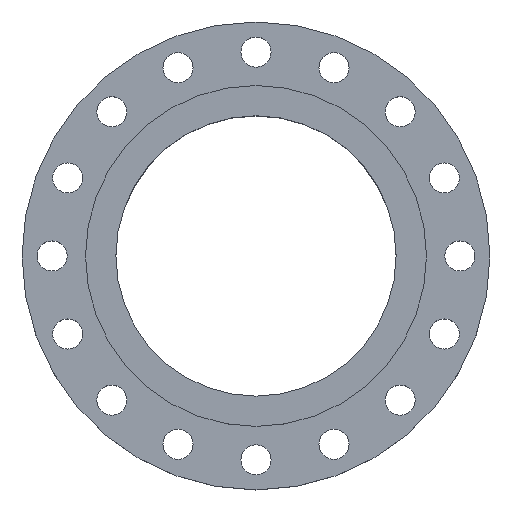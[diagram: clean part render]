
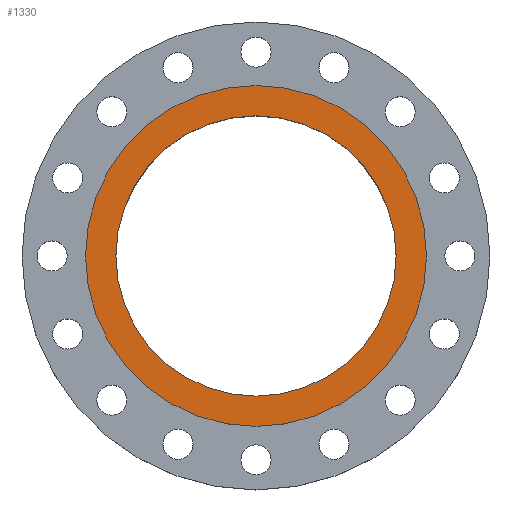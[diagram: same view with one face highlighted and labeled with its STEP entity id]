
A CAD part, top view. The second image highlights one B-rep face of the part: STEP entity #1330.
In plain terms, the highlighted planar face has unit normal (0, 0, 1).
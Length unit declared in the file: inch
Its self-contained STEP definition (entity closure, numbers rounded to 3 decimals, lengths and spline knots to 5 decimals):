
#55 = DIRECTION ( 'NONE',  ( 0., 0., 1. ) ) ;
#71 = EDGE_CURVE ( 'NONE', #1507, #161, #573, .T. ) ;
#80 = FACE_BOUND ( 'NONE', #1695, .T. ) ;
#161 = VERTEX_POINT ( 'NONE', #333 ) ;
#209 = CARTESIAN_POINT ( 'NONE',  ( 6.375, 0., 0. ) ) ;
#229 = PLANE ( 'NONE',  #551 ) ;
#236 = FACE_OUTER_BOUND ( 'NONE', #1225, .T. ) ;
#324 = DIRECTION ( 'NONE',  ( 1., 0., 0. ) ) ;
#333 = CARTESIAN_POINT ( 'NONE',  ( -6.375, 0., 0. ) ) ;
#551 = AXIS2_PLACEMENT_3D ( 'NONE', #1620, #1312, #1086 ) ;
#573 = CIRCLE ( 'NONE', #1420, 6.375 ) ;
#585 = DIRECTION ( 'NONE',  ( 1., 0., 0. ) ) ;
#631 = CIRCLE ( 'NONE', #1315, 5.241 ) ;
#636 = CIRCLE ( 'NONE', #755, 5.241 ) ;
#665 = DIRECTION ( 'NONE',  ( 0., 0., 1. ) ) ;
#744 = EDGE_CURVE ( 'NONE', #827, #795, #631, .T. ) ;
#755 = AXIS2_PLACEMENT_3D ( 'NONE', #850, #1383, #585 ) ;
#795 = VERTEX_POINT ( 'NONE', #1091 ) ;
#827 = VERTEX_POINT ( 'NONE', #1345 ) ;
#850 = CARTESIAN_POINT ( 'NONE',  ( 0., 0., 0. ) ) ;
#864 = CARTESIAN_POINT ( 'NONE',  ( 0., 0., 0. ) ) ;
#891 = DIRECTION ( 'NONE',  ( 1., 0., 0. ) ) ;
#948 = CARTESIAN_POINT ( 'NONE',  ( 0., 0., 0. ) ) ;
#963 = ORIENTED_EDGE ( 'NONE', *, *, #744, .F. ) ;
#1059 = CARTESIAN_POINT ( 'NONE',  ( 0., 0., 0. ) ) ;
#1086 = DIRECTION ( 'NONE',  ( -1., 0., 0. ) ) ;
#1091 = CARTESIAN_POINT ( 'NONE',  ( -5.241, 0., 0. ) ) ;
#1122 = AXIS2_PLACEMENT_3D ( 'NONE', #948, #665, #891 ) ;
#1129 = ORIENTED_EDGE ( 'NONE', *, *, #1708, .F. ) ;
#1225 = EDGE_LOOP ( 'NONE', ( #1524, #1299 ) ) ;
#1231 = CIRCLE ( 'NONE', #1122, 6.375 ) ;
#1299 = ORIENTED_EDGE ( 'NONE', *, *, #1348, .T. ) ;
#1312 = DIRECTION ( 'NONE',  ( 0., 0., -1. ) ) ;
#1315 = AXIS2_PLACEMENT_3D ( 'NONE', #1059, #1613, #1475 ) ;
#1330 = ADVANCED_FACE ( 'NONE', ( #80, #236 ), #229, .F. ) ;
#1345 = CARTESIAN_POINT ( 'NONE',  ( 5.241, 0., 0. ) ) ;
#1348 = EDGE_CURVE ( 'NONE', #161, #1507, #1231, .T. ) ;
#1383 = DIRECTION ( 'NONE',  ( 0., 0., 1. ) ) ;
#1420 = AXIS2_PLACEMENT_3D ( 'NONE', #864, #55, #324 ) ;
#1475 = DIRECTION ( 'NONE',  ( 1., 0., 0. ) ) ;
#1507 = VERTEX_POINT ( 'NONE', #209 ) ;
#1524 = ORIENTED_EDGE ( 'NONE', *, *, #71, .T. ) ;
#1613 = DIRECTION ( 'NONE',  ( 0., 0., 1. ) ) ;
#1620 = CARTESIAN_POINT ( 'NONE',  ( 0., 5.241, 0. ) ) ;
#1695 = EDGE_LOOP ( 'NONE', ( #963, #1129 ) ) ;
#1708 = EDGE_CURVE ( 'NONE', #795, #827, #636, .T. ) ;
